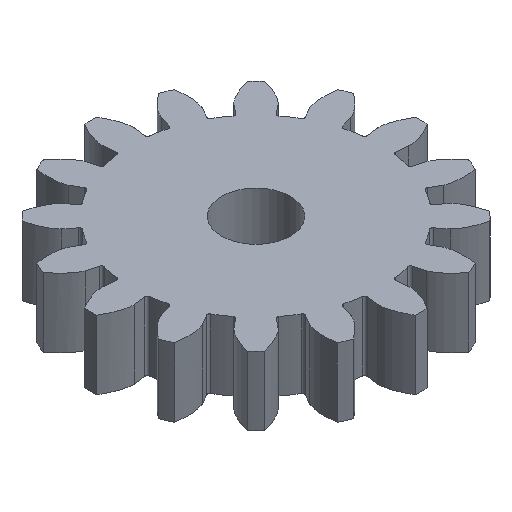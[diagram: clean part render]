
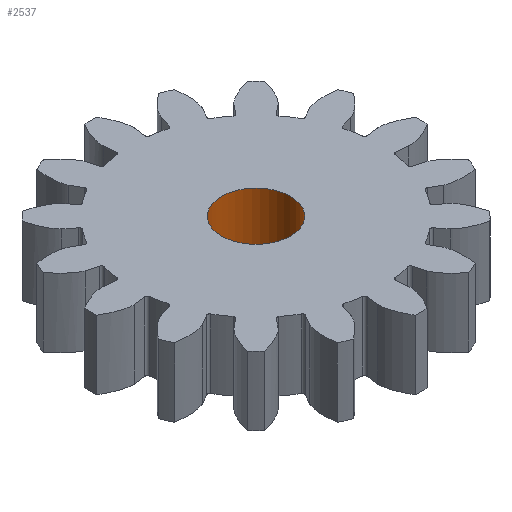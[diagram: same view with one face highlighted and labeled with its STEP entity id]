
A CAD part, isometric view. The second image highlights one B-rep face of the part: STEP entity #2537.
In plain terms, the highlighted cylindrical face has radius 1.5 mm (diameter 3 mm), a full revolution.
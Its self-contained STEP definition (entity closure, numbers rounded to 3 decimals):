
#17=FACE_BOUND('',#411,.T.);
#277=FACE_OUTER_BOUND('',#410,.T.);
#410=EDGE_LOOP('',(#2337));
#411=EDGE_LOOP('',(#2338));
#864=CIRCLE('',#2614,1.5);
#926=CIRCLE('',#2767,1.5);
#1063=VERTEX_POINT('',#6524);
#1184=VERTEX_POINT('',#13698);
#1328=EDGE_CURVE('',#1063,#1063,#864,.T.);
#1570=EDGE_CURVE('',#1184,#1184,#926,.T.);
#2337=ORIENTED_EDGE('',*,*,#1570,.F.);
#2338=ORIENTED_EDGE('',*,*,#1328,.T.);
#2406=CYLINDRICAL_SURFACE('',#2768,1.5);
#2537=ADVANCED_FACE('',(#277,#17),#2406,.F.);
#2614=AXIS2_PLACEMENT_3D('',#6525,#2960,#2961);
#2767=AXIS2_PLACEMENT_3D('',#13699,#3416,#3417);
#2768=AXIS2_PLACEMENT_3D('',#13700,#3418,#3419);
#2960=DIRECTION('center_axis',(0.,0.,-1.));
#2961=DIRECTION('ref_axis',(1.,0.,0.));
#3416=DIRECTION('center_axis',(0.,0.,-1.));
#3417=DIRECTION('ref_axis',(1.,0.,0.));
#3418=DIRECTION('center_axis',(0.,0.,1.));
#3419=DIRECTION('ref_axis',(1.,0.,0.));
#6524=CARTESIAN_POINT('',(-1.5,0.,0.));
#6525=CARTESIAN_POINT('Origin',(0.,0.,0.));
#13698=CARTESIAN_POINT('',(-1.5,0.,3.));
#13699=CARTESIAN_POINT('Origin',(0.,0.,3.));
#13700=CARTESIAN_POINT('Origin',(0.,0.,0.));
